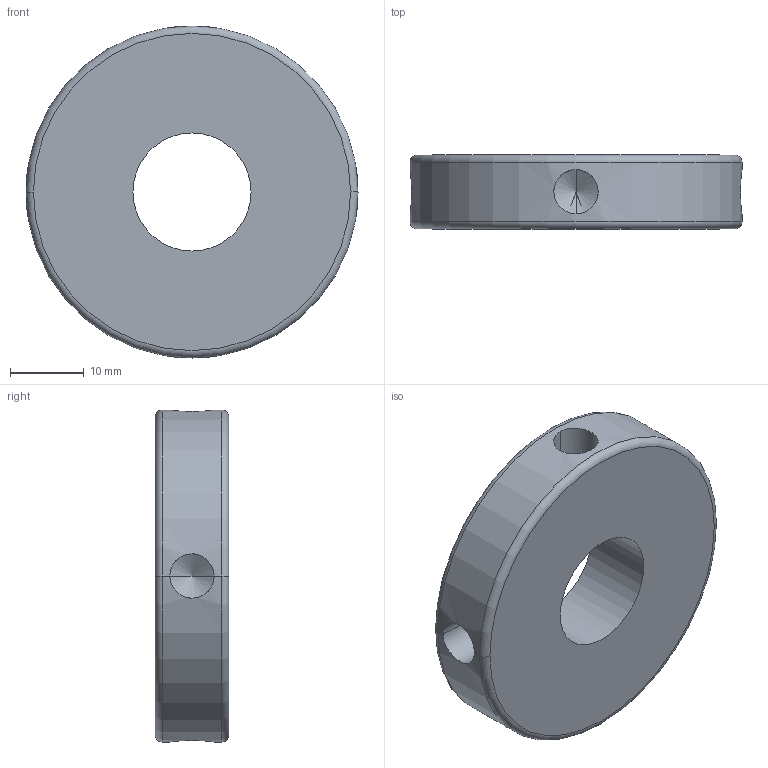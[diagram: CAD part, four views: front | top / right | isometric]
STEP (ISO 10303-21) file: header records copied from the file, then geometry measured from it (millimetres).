
FILE_DESCRIPTION((''),'2;1');
FILE_NAME('1_10_3037_0030_PRT','2019-02-04T08:04:50',('SYSTEM'),(''),'CREO PARAMETRIC BY PTC INC, 2018020','CREO PARAMETRIC BY PTC INC, 2018020','');
FILE_SCHEMA(('AUTOMOTIVE_DESIGN { 1 0 10303 214 1 1 1 1 }'));
Length unit declared in the file: millimetre
Products named in the file (1): 1_10_3037_0030_PRT
Bounding box: 45 x 10 x 45 mm (x, y, z)
Volume: 12640.3 mm3; surface area: 5337.9 mm2
Topology: 1 solids, 1 shells, 26 faces, 62 edges, 32 vertices
Faces by surface type: cylinder 12, cone 8, torus 4, plane 2
Entity records: 2263 total; most frequent: CARTESIAN_POINT 410, PROPERTY_DEFINITION 147, REPRESENTATION 146, PROPERTY_DEFINITION_REPRESENTATION 146, DESCRIPTIVE_REPRESENTATION_ITEM 128, GENERAL_PROPERTY 125, GENERAL_PROPERTY_ASSOCIATION 125, DIRECTION 122
